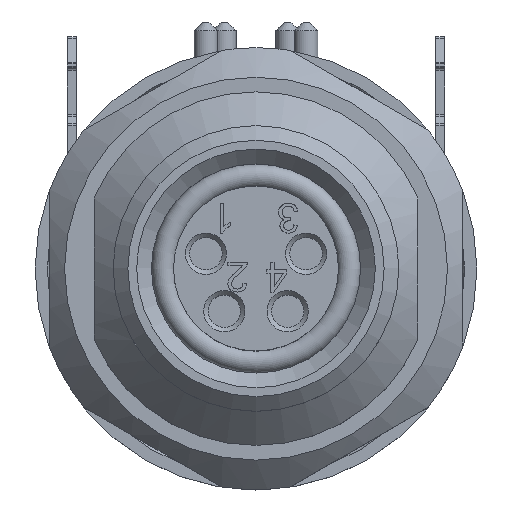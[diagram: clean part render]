
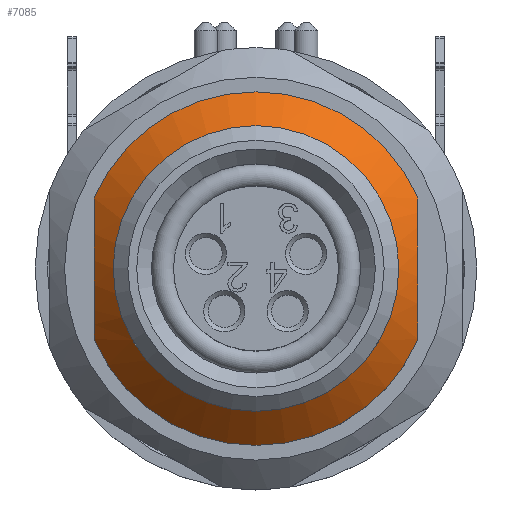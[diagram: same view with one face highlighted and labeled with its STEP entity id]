
A CAD part, top view. The second image highlights one B-rep face of the part: STEP entity #7085.
In plain terms, the highlighted conical face has half-angle 45 degrees and reference radius 5.425 mm.
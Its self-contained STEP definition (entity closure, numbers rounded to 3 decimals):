
#67=(
BOUNDED_CURVE()
B_SPLINE_CURVE(2,(#10499,#10500,#10501),.UNSPECIFIED.,.F.,.F.)
B_SPLINE_CURVE_WITH_KNOTS((3,3),(0.,0.49),.UNSPECIFIED.)
CURVE()
GEOMETRIC_REPRESENTATION_ITEM()
RATIONAL_B_SPLINE_CURVE((1.,1.091,1.))
REPRESENTATION_ITEM('')
);
#69=(
BOUNDED_CURVE()
B_SPLINE_CURVE(2,(#10513,#10514,#10515),.UNSPECIFIED.,.F.,.F.)
B_SPLINE_CURVE_WITH_KNOTS((3,3),(0.,0.49),.UNSPECIFIED.)
CURVE()
GEOMETRIC_REPRESENTATION_ITEM()
RATIONAL_B_SPLINE_CURVE((1.,1.091,1.))
REPRESENTATION_ITEM('')
);
#75=CONICAL_SURFACE('',#7575,5.425,45.);
#364=FACE_BOUND('',#2404,.T.);
#1966=FACE_OUTER_BOUND('',#2403,.T.);
#2403=EDGE_LOOP('',(#5043,#5044,#5045,#5046));
#2404=EDGE_LOOP('',(#5047));
#2930=CIRCLE('',#7554,6.);
#2932=CIRCLE('',#7560,6.);
#2940=CIRCLE('',#7576,4.85);
#3251=VERTEX_POINT('',#10485);
#3252=VERTEX_POINT('',#10487);
#3255=VERTEX_POINT('',#10497);
#3257=VERTEX_POINT('',#10509);
#3266=VERTEX_POINT('',#10542);
#3953=EDGE_CURVE('',#3252,#3251,#2930,.T.);
#3959=EDGE_CURVE('',#3251,#3255,#67,.T.);
#3963=EDGE_CURVE('',#3255,#3257,#2932,.T.);
#3964=EDGE_CURVE('',#3257,#3252,#69,.T.);
#3974=EDGE_CURVE('',#3266,#3266,#2940,.T.);
#5043=ORIENTED_EDGE('',*,*,#3959,.T.);
#5044=ORIENTED_EDGE('',*,*,#3963,.T.);
#5045=ORIENTED_EDGE('',*,*,#3964,.T.);
#5046=ORIENTED_EDGE('',*,*,#3953,.T.);
#5047=ORIENTED_EDGE('',*,*,#3974,.F.);
#7085=ADVANCED_FACE('',(#1966,#364),#75,.T.);
#7554=AXIS2_PLACEMENT_3D('',#10488,#8383,#8384);
#7560=AXIS2_PLACEMENT_3D('',#10511,#8401,#8402);
#7575=AXIS2_PLACEMENT_3D('',#10541,#8432,#8433);
#7576=AXIS2_PLACEMENT_3D('',#10543,#8434,#8435);
#8383=DIRECTION('center_axis',(0.,0.,
1.));
#8384=DIRECTION('ref_axis',(0.,1.,0.));
#8401=DIRECTION('center_axis',(0.,0.,
1.));
#8402=DIRECTION('ref_axis',(0.,1.,0.));
#8432=DIRECTION('center_axis',(0.,0.,
-1.));
#8433=DIRECTION('ref_axis',(0.,1.,0.));
#8434=DIRECTION('center_axis',(0.,0.,
1.));
#8435=DIRECTION('ref_axis',(0.,1.,0.));
#10485=CARTESIAN_POINT('',(-5.5,2.398,3.336));
#10487=CARTESIAN_POINT('',(5.5,2.398,3.336));
#10488=CARTESIAN_POINT('Origin',(0.,0.,
3.336));
#10497=CARTESIAN_POINT('',(-5.5,-2.398,3.336));
#10499=CARTESIAN_POINT('Ctrl Pts',(-5.5,2.398,3.336));
#10500=CARTESIAN_POINT('Ctrl Pts',(-5.5,0.,4.294));
#10501=CARTESIAN_POINT('Ctrl Pts',(-5.5,-2.398,3.336));
#10509=CARTESIAN_POINT('',(5.5,-2.398,3.336));
#10511=CARTESIAN_POINT('Origin',(0.,0.,
3.336));
#10513=CARTESIAN_POINT('Ctrl Pts',(5.5,-2.398,3.336));
#10514=CARTESIAN_POINT('Ctrl Pts',(5.5,0.,4.294));
#10515=CARTESIAN_POINT('Ctrl Pts',(5.5,2.398,3.336));
#10541=CARTESIAN_POINT('Origin',(0.,0.,
3.911));
#10542=CARTESIAN_POINT('',(0.,4.85,4.486));
#10543=CARTESIAN_POINT('Origin',(0.,0.,
4.486));
